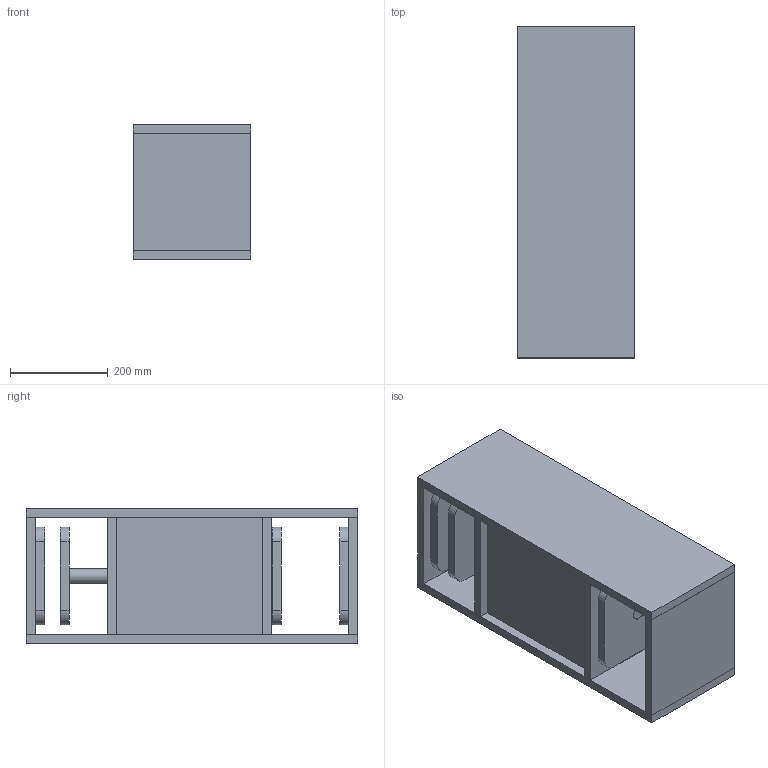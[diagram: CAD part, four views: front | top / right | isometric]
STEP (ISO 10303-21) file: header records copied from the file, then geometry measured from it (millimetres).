
FILE_DESCRIPTION(/* description */ (''),/* implementation_level */ '2;1');
FILE_NAME(/* name */ 'Edison HealthOS Dual MDF v0.1.step',/* time_stamp */ '2020-03-27T15:45:24+01:00',/* author */ (''),/* organization */ (''),/* preprocessor_version */ 'ST-DEVELOPER v18',/* originating_system */ 'Autodesk Translation Framework v8.12.0.6',/* authorisation */ '');
FILE_SCHEMA (('AUTOMOTIVE_DESIGN { 1 0 10303 214 3 1 1 }'));
Length unit declared in the file: millimetre
Products named in the file (9): Edison HealthOS Dual MDF; MassageMotor; Wall1; EndWall; PlungerBottom; BroomStick; Base; MotorMountWall; PlungerTop
Assembly tree (13 placements, depth 2):
  Edison HealthOS Dual MDF
    EndWall  x2
    MassageMotor
    Wall1  x2
    PlungerBottom  x2
    BroomStick
    Base  x2
    PlungerTop  x2
    MotorMountWall
Bounding box: 240 x 680 x 277 mm (x, y, z)
Volume: 15486814 mm3; surface area: 1919791 mm2
Topology: 16 solids, 16 shells, 129 faces, 293 edges, 196 vertices
Faces by surface type: plane 94, cylinder 35
Full cylindrical faces by diameter (mm): 30 x5
Entity records: 2676 total; most frequent: DIRECTION 453, CARTESIAN_POINT 424, ORIENTED_EDGE 382, EDGE_CURVE 191, AXIS2_PLACEMENT_3D 157, LINE 139, VECTOR 139, VERTEX_POINT 128
